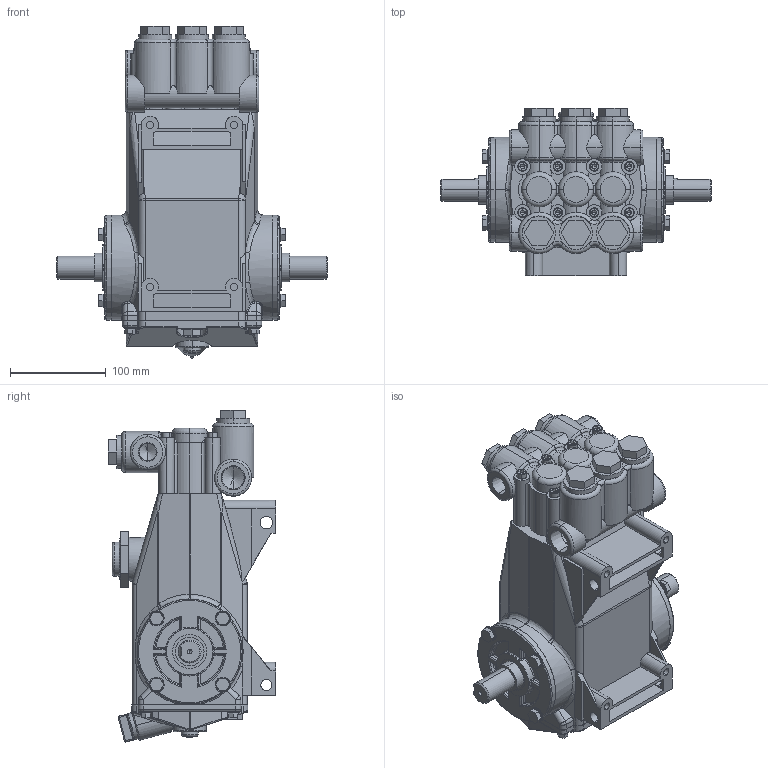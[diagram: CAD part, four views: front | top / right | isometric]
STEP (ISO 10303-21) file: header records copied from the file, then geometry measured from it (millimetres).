
FILE_DESCRIPTION (( 'STEP AP214' ), '1' );
FILE_NAME ('7CP6170.STEP', '2009-01-27T14:38:27', ( ' ' ), ( ' ' ), 'SwSTEP 2.0', 'SolidWorks 2009', '' );
FILE_SCHEMA (( 'AUTOMOTIVE_DESIGN' ));
Length unit declared in the file: inch
Products named in the file (4): 7CP_drive_end; Socket Head Cap Screw_AM_B18.3.1M - 6 x 1.0 x 70 Hex SHCS -- 70NHX; 7CP_Manifold; 7CP6170
Assembly tree (10 placements, depth 2):
  7CP6170
    Socket Head Cap Screw_AM_B18.3.1M - 6 x 1.0 x 70 Hex SHCS -- 70NHX  x8
    7CP_drive_end
    7CP_Manifold
Bounding box: 282.96 x 175.01 x 347.34 mm (x, y, z)
Volume: 5067742 mm3; surface area: 342989.4 mm2
Topology: 10 solids, 10 shells, 1437 faces, 3467 edges, 2080 vertices
Faces by surface type: plane 618, cylinder 490, torus 128, bspline 94, cone 76, sphere 31
Entity records: 48852 total; most frequent: CARTESIAN_POINT 14248, ORIENTED_EDGE 6060, DIRECTION 6010, EDGE_CURVE 3030, AXIS2_PLACEMENT_3D 2336, VERTEX_POINT 1849, VECTOR 1338, LINE 1338
